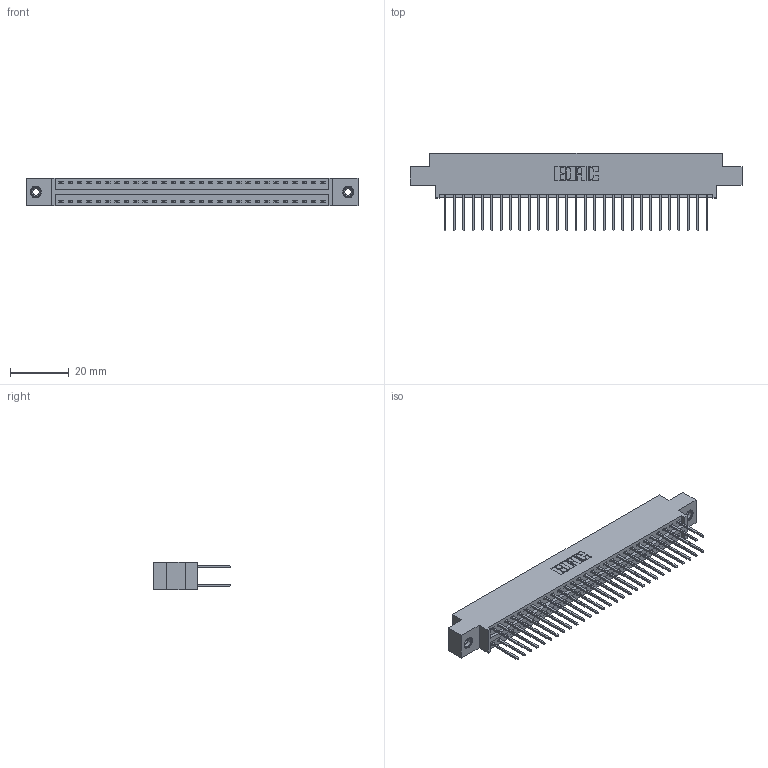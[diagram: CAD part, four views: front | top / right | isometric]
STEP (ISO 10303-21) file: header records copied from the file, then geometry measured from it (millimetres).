
FILE_DESCRIPTION (( 'STEP AP203' ), '1' );
FILE_NAME ('396-058-522-808.STEP', '2018-09-08T11:14:25', ( '' ), ( '' ), 'SwSTEP 2.0', 'SolidWorks 2016', '' );
FILE_SCHEMA (( 'CONFIG_CONTROL_DESIGN' ));
Length unit declared in the file: inch
Products named in the file (4): 396-058-522-808; 346 Part_0.170 Offset - 0.156 Dia-TI; 345-292-001_345-293-122; 345-250-001_345-250-003-102
Assembly tree (61 placements, depth 2):
  396-058-522-808
    346 Part_0.170 Offset - 0.156 Dia-TI
    345-292-001_345-293-122  x58
    345-250-001_345-250-003-102  x2
Bounding box: 112.65 x 26.42 x 9.4 mm (x, y, z)
Volume: 10871.2 mm3; surface area: 15627.4 mm2
Topology: 61 solids, 61 shells, 3202 faces, 9467 edges, 6226 vertices
Faces by surface type: plane 2142, cylinder 1044, cone 12, torus 4
Entity records: 22012 total; most frequent: CARTESIAN_POINT 3631, ORIENTED_EDGE 3558, DIRECTION 3277, EDGE_CURVE 1779, LINE 1511, VECTOR 1511, VERTEX_POINT 1180, AXIS2_PLACEMENT_3D 883
